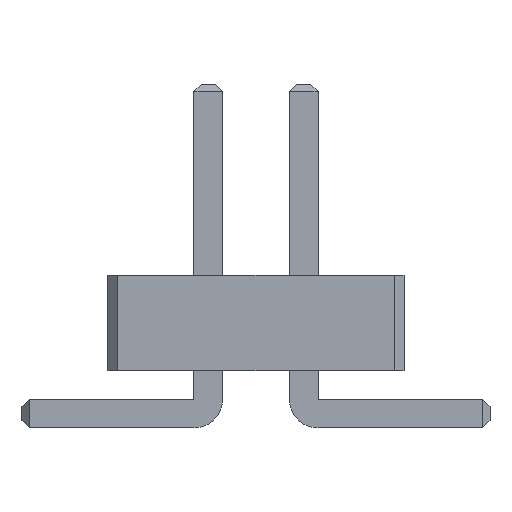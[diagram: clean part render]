
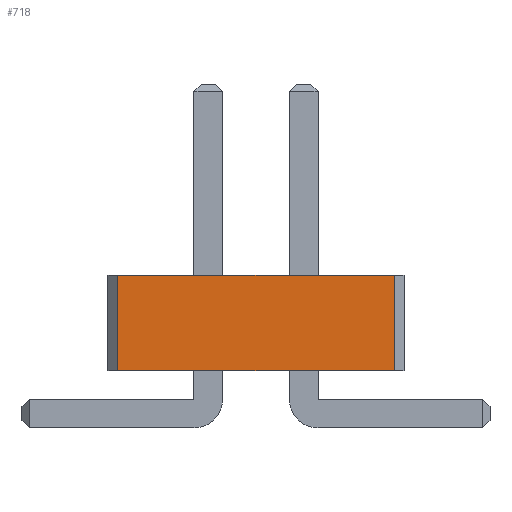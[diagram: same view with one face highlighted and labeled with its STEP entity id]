
A CAD part, front view. The second image highlights one B-rep face of the part: STEP entity #718.
In plain terms, the highlighted planar face has unit normal (0, -1, 0).
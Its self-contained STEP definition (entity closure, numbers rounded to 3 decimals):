
#13=DIRECTION('',(0.,0.,1.));
#27=VECTOR('',#13,1.);
#67=DIRECTION('',(1.,0.,0.));
#705=VERTEX_POINT('',#706);
#706=CARTESIAN_POINT('',(-1.45,-6.,1.6));
#709=EDGE_CURVE('',#710,#705,#712,.T.);
#710=VERTEX_POINT('',#711);
#711=CARTESIAN_POINT('',(-1.45,-6.,0.6));
#712=LINE('',#711,#27);
#718=ADVANCED_FACE('',(#719),#736,.F.);
#719=FACE_BOUND('',#720,.F.);
#720=EDGE_LOOP('',(#721,#722,#728,#733));
#721=ORIENTED_EDGE('',*,*,#709,.T.);
#722=ORIENTED_EDGE('',*,*,#723,.T.);
#723=EDGE_CURVE('',#705,#724,#726,.T.);
#724=VERTEX_POINT('',#725);
#725=CARTESIAN_POINT('',(1.45,-6.,1.6));
#726=LINE('',#706,#727);
#727=VECTOR('',#67,1.);
#728=ORIENTED_EDGE('',*,*,#729,.F.);
#729=EDGE_CURVE('',#730,#724,#732,.T.);
#730=VERTEX_POINT('',#731);
#731=CARTESIAN_POINT('',(1.45,-6.,0.6));
#732=LINE('',#731,#27);
#733=ORIENTED_EDGE('',*,*,#734,.F.);
#734=EDGE_CURVE('',#710,#730,#735,.T.);
#735=LINE('',#711,#727);
#736=PLANE('',#737);
#737=AXIS2_PLACEMENT_3D('',#711,#738,#67);
#738=DIRECTION('',(0.,1.,0.));
